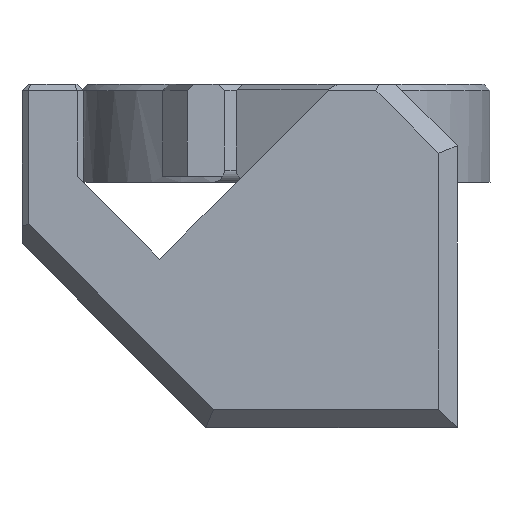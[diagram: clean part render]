
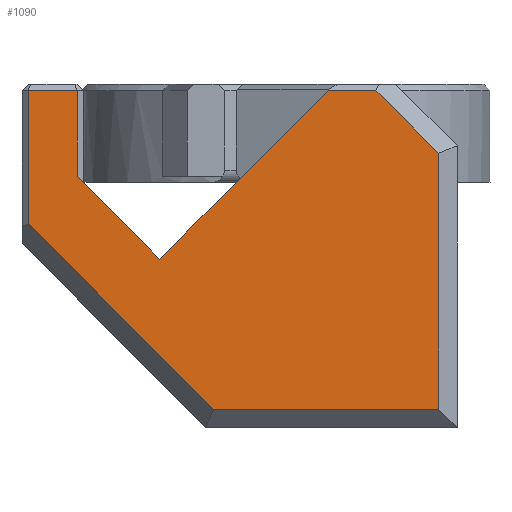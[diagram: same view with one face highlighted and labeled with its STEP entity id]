
A CAD part, front view. The second image highlights one B-rep face of the part: STEP entity #1090.
In plain terms, the highlighted planar face has unit normal (0, -1, 0).
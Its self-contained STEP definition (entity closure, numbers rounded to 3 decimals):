
#61=FACE_OUTER_BOUND('',#125,.T.);
#125=EDGE_LOOP('',(#760,#761,#762,#763,#764,#765,#766,#767,#768,#769,#770));
#205=LINE('',#1609,#341);
#207=LINE('',#1613,#343);
#210=LINE('',#1618,#346);
#212=LINE('',#1622,#348);
#216=LINE('',#1630,#352);
#219=LINE('',#1636,#355);
#220=LINE('',#1638,#356);
#221=LINE('',#1640,#357);
#222=LINE('',#1642,#358);
#223=LINE('',#1644,#359);
#224=LINE('',#1645,#360);
#341=VECTOR('',#1283,10.);
#343=VECTOR('',#1287,10.);
#346=VECTOR('',#1292,10.);
#348=VECTOR('',#1296,10.);
#352=VECTOR('',#1302,10.);
#355=VECTOR('',#1307,10.);
#356=VECTOR('',#1308,10.);
#357=VECTOR('',#1309,10.);
#358=VECTOR('',#1310,10.);
#359=VECTOR('',#1311,10.);
#360=VECTOR('',#1312,10.);
#475=VERTEX_POINT('',#1606);
#476=VERTEX_POINT('',#1608);
#477=VERTEX_POINT('',#1612);
#478=VERTEX_POINT('',#1617);
#479=VERTEX_POINT('',#1621);
#482=VERTEX_POINT('',#1629);
#484=VERTEX_POINT('',#1635);
#485=VERTEX_POINT('',#1637);
#486=VERTEX_POINT('',#1639);
#487=VERTEX_POINT('',#1641);
#488=VERTEX_POINT('',#1643);
#576=EDGE_CURVE('',#475,#476,#205,.T.);
#578=EDGE_CURVE('',#476,#477,#207,.T.);
#581=EDGE_CURVE('',#477,#478,#210,.T.);
#583=EDGE_CURVE('',#478,#479,#212,.T.);
#587=EDGE_CURVE('',#479,#482,#216,.T.);
#590=EDGE_CURVE('',#484,#475,#219,.T.);
#591=EDGE_CURVE('',#484,#485,#220,.T.);
#592=EDGE_CURVE('',#485,#486,#221,.T.);
#593=EDGE_CURVE('',#486,#487,#222,.T.);
#594=EDGE_CURVE('',#488,#487,#223,.T.);
#595=EDGE_CURVE('',#482,#488,#224,.T.);
#760=ORIENTED_EDGE('',*,*,#583,.F.);
#761=ORIENTED_EDGE('',*,*,#581,.F.);
#762=ORIENTED_EDGE('',*,*,#578,.F.);
#763=ORIENTED_EDGE('',*,*,#576,.F.);
#764=ORIENTED_EDGE('',*,*,#590,.F.);
#765=ORIENTED_EDGE('',*,*,#591,.T.);
#766=ORIENTED_EDGE('',*,*,#592,.T.);
#767=ORIENTED_EDGE('',*,*,#593,.T.);
#768=ORIENTED_EDGE('',*,*,#594,.F.);
#769=ORIENTED_EDGE('',*,*,#595,.F.);
#770=ORIENTED_EDGE('',*,*,#587,.F.);
#1039=PLANE('',#1169);
#1090=ADVANCED_FACE('',(#61),#1039,.T.);
#1169=AXIS2_PLACEMENT_3D('',#1634,#1305,#1306);
#1283=DIRECTION('',(0.707,0.,-0.707));
#1287=DIRECTION('',(0.,0.,-1.));
#1292=DIRECTION('',(-1.,0.,0.));
#1296=DIRECTION('',(-0.707,0.,0.707));
#1302=DIRECTION('',(0.,0.,1.));
#1305=DIRECTION('center_axis',(0.,-1.,0.));
#1306=DIRECTION('ref_axis',(1.,0.,0.));
#1307=DIRECTION('',(1.,0.,0.));
#1308=DIRECTION('',(-0.707,0.,-0.707));
#1309=DIRECTION('',(-0.707,0.,-0.707));
#1310=DIRECTION('',(-0.707,0.,0.707));
#1311=DIRECTION('',(0.,0.,-1.));
#1312=DIRECTION('',(1.,0.,0.));
#1606=CARTESIAN_POINT('',(14.757,-76.6,15.));
#1608=CARTESIAN_POINT('',(25.,-76.6,4.757));
#1609=CARTESIAN_POINT('',(15.879,-76.6,13.879));
#1612=CARTESIAN_POINT('',(25.,-76.6,-37.));
#1613=CARTESIAN_POINT('',(25.,-76.6,0.));
#1617=CARTESIAN_POINT('',(-11.757,-76.6,-37.));
#1618=CARTESIAN_POINT('',(-17.25,-76.6,-37.));
#1621=CARTESIAN_POINT('',(-42.,-76.6,-6.757));
#1622=CARTESIAN_POINT('',(-27.129,-76.6,-21.629));
#1629=CARTESIAN_POINT('',(-42.,-76.6,15.));
#1630=CARTESIAN_POINT('',(-42.,-76.6,0.));
#1634=CARTESIAN_POINT('Origin',(-8.,-76.6,0.));
#1635=CARTESIAN_POINT('',(7.,-76.6,15.));
#1636=CARTESIAN_POINT('',(-4.,-76.6,15.));
#1637=CARTESIAN_POINT('',(-7.414,-76.6,0.586));
#1638=CARTESIAN_POINT('',(-4.,-76.6,4.));
#1639=CARTESIAN_POINT('',(-20.5,-76.6,-12.5));
#1640=CARTESIAN_POINT('',(-4.,-76.6,4.));
#1641=CARTESIAN_POINT('',(-34.,-76.6,1.));
#1642=CARTESIAN_POINT('',(-20.5,-76.6,-12.5));
#1643=CARTESIAN_POINT('',(-34.,-76.6,15.));
#1644=CARTESIAN_POINT('',(-34.,-76.6,0.));
#1645=CARTESIAN_POINT('',(-23.,-76.6,15.));
